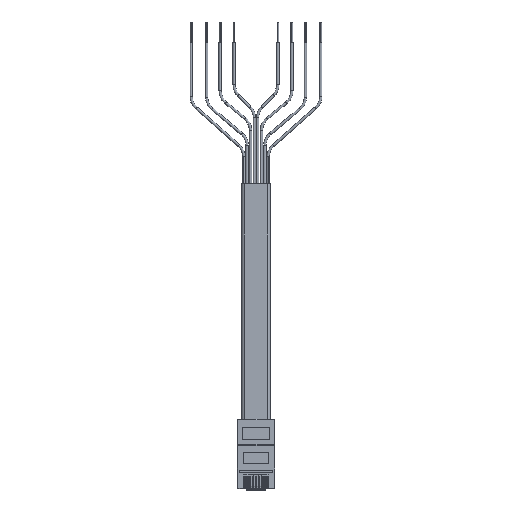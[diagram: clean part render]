
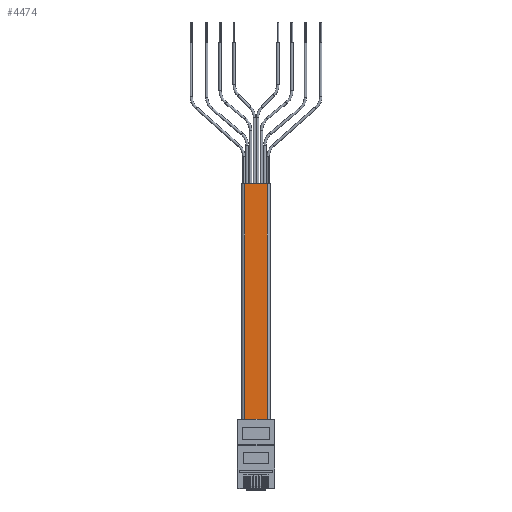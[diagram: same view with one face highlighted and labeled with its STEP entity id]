
A CAD part, top view. The second image highlights one B-rep face of the part: STEP entity #4474.
In plain terms, the highlighted planar face has unit normal (0, 0, 1).
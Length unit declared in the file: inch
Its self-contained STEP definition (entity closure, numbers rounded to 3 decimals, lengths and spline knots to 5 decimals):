
#4298 = EDGE_CURVE ( 'NONE', #4379, #4363, #10562, .T. ) ;
#4301 = EDGE_LOOP ( 'NONE', ( #4475, #4413, #4415, #4416 ) ) ;
#4348 = EDGE_CURVE ( 'NONE', #4379, #4349, #10608, .T. ) ;
#4349 = VERTEX_POINT ( 'NONE', #10699 ) ;
#4363 = VERTEX_POINT ( 'NONE', #10652 ) ;
#4379 = VERTEX_POINT ( 'NONE', #10659 ) ;
#4413 = ORIENTED_EDGE ( 'NONE', *, *, #4414, .F. ) ;
#4414 = EDGE_CURVE ( 'NONE', #4349, #4477, #10747, .T. ) ;
#4415 = ORIENTED_EDGE ( 'NONE', *, *, #4348, .F. ) ;
#4416 = ORIENTED_EDGE ( 'NONE', *, *, #4298, .T. ) ;
#4474 = ADVANCED_FACE ( 'NONE', ( #10844 ), #10811, .F. ) ;
#4475 = ORIENTED_EDGE ( 'NONE', *, *, #4476, .T. ) ;
#4476 = EDGE_CURVE ( 'NONE', #4363, #4477, #10810, .T. ) ;
#4477 = VERTEX_POINT ( 'NONE', #10836 ) ;
#10559 = DIRECTION ( 'NONE',  ( 0., -1., 0. ) ) ;
#10560 = VECTOR ( 'NONE', #10559, 39.37008 ) ;
#10561 = CARTESIAN_POINT ( 'NONE',  ( -0.138, 1.5, 0.0475 ) ) ;
#10562 = LINE ( 'NONE', #10561, #10560 ) ;
#10605 = DIRECTION ( 'NONE',  ( 1., 0., 0. ) ) ;
#10606 = VECTOR ( 'NONE', #10605, 39.37008 ) ;
#10607 = CARTESIAN_POINT ( 'NONE',  ( -0.138, 1.5, 0.0475 ) ) ;
#10608 = LINE ( 'NONE', #10607, #10606 ) ;
#10652 = CARTESIAN_POINT ( 'NONE',  ( -0.138, -1.5, 0.0475 ) ) ;
#10659 = CARTESIAN_POINT ( 'NONE',  ( -0.138, 1.5, 0.0475 ) ) ;
#10699 = CARTESIAN_POINT ( 'NONE',  ( 0.138, 1.5, 0.0475 ) ) ;
#10744 = DIRECTION ( 'NONE',  ( 0., -1., 0. ) ) ;
#10745 = VECTOR ( 'NONE', #10744, 39.37008 ) ;
#10746 = CARTESIAN_POINT ( 'NONE',  ( 0.138, 1.5, 0.0475 ) ) ;
#10747 = LINE ( 'NONE', #10746, #10745 ) ;
#10806 = DIRECTION ( 'NONE',  ( -1., 0., 0. ) ) ;
#10807 = DIRECTION ( 'NONE',  ( 0., 0., -1. ) ) ;
#10808 = CARTESIAN_POINT ( 'NONE',  ( -0.138, 1.5, 0.0475 ) ) ;
#10809 = AXIS2_PLACEMENT_3D ( 'NONE', #10808, #10807, #10806 ) ;
#10810 = LINE ( 'NONE', #10839, #10838 ) ;
#10811 = PLANE ( 'NONE',  #10809 ) ;
#10836 = CARTESIAN_POINT ( 'NONE',  ( 0.138, -1.5, 0.0475 ) ) ;
#10837 = DIRECTION ( 'NONE',  ( 1., 0., 0. ) ) ;
#10838 = VECTOR ( 'NONE', #10837, 39.37008 ) ;
#10839 = CARTESIAN_POINT ( 'NONE',  ( -0.138, -1.5, 0.0475 ) ) ;
#10844 = FACE_OUTER_BOUND ( 'NONE', #4301, .T. ) ;
